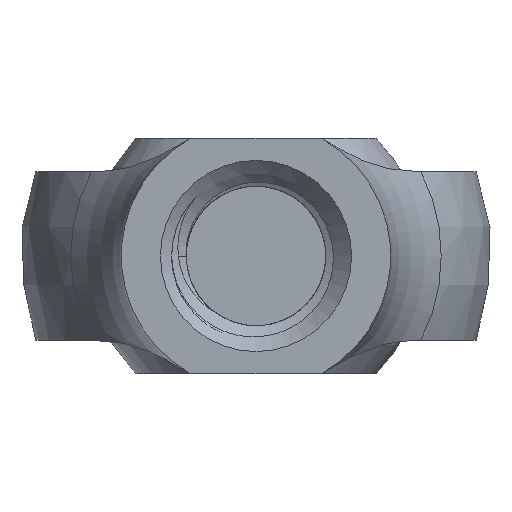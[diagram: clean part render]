
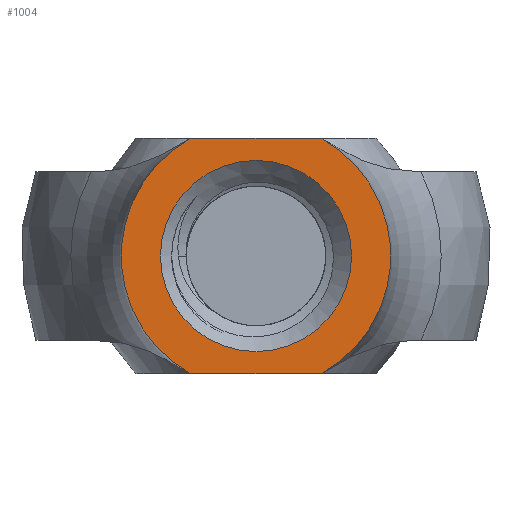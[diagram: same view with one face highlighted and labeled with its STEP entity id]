
A CAD part, front view. The second image highlights one B-rep face of the part: STEP entity #1004.
In plain terms, the highlighted planar face has unit normal (0, -1, 0).
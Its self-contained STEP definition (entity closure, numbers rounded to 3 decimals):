
#19=FACE_BOUND('',#136,.T.);
#22=PLANE('',#1105);
#78=FACE_OUTER_BOUND('',#135,.T.);
#135=EDGE_LOOP('',(#785,#786,#787,#788));
#136=EDGE_LOOP('',(#789));
#156=CIRCLE('',#1063,4.505);
#173=CIRCLE('',#1102,6.35);
#175=CIRCLE('',#1106,6.35);
#297=LINE('',#3920,#346);
#298=LINE('',#3923,#347);
#346=VECTOR('',#1289,1000.);
#347=VECTOR('',#1292,1000.);
#394=VERTEX_POINT('',#2547);
#447=VERTEX_POINT('',#3893);
#448=VERTEX_POINT('',#3894);
#451=VERTEX_POINT('',#3919);
#452=VERTEX_POINT('',#3921);
#511=EDGE_CURVE('',#394,#394,#156,.T.);
#585=EDGE_CURVE('',#447,#448,#173,.T.);
#591=EDGE_CURVE('',#447,#451,#297,.T.);
#592=EDGE_CURVE('',#452,#451,#175,.T.);
#593=EDGE_CURVE('',#452,#448,#298,.T.);
#785=ORIENTED_EDGE('',*,*,#591,.T.);
#786=ORIENTED_EDGE('',*,*,#592,.F.);
#787=ORIENTED_EDGE('',*,*,#593,.T.);
#788=ORIENTED_EDGE('',*,*,#585,.F.);
#789=ORIENTED_EDGE('',*,*,#511,.F.);
#1004=ADVANCED_FACE('',(#78,#19),#22,.F.);
#1063=AXIS2_PLACEMENT_3D('',#2549,#1185,#1186);
#1102=AXIS2_PLACEMENT_3D('',#3895,#1279,#1280);
#1105=AXIS2_PLACEMENT_3D('',#3918,#1287,#1288);
#1106=AXIS2_PLACEMENT_3D('',#3922,#1290,#1291);
#1185=DIRECTION('center_axis',(0.,-1.,0.));
#1186=DIRECTION('ref_axis',(1.,0.,0.));
#1279=DIRECTION('center_axis',(0.,1.,0.));
#1280=DIRECTION('ref_axis',(-1.,0.,0.));
#1287=DIRECTION('center_axis',(0.,1.,0.));
#1288=DIRECTION('ref_axis',(-1.,0.,0.));
#1289=DIRECTION('',(1.,0.,0.));
#1290=DIRECTION('center_axis',(0.,1.,0.));
#1291=DIRECTION('ref_axis',(-1.,0.,0.));
#1292=DIRECTION('',(-1.,0.,0.));
#2547=CARTESIAN_POINT('',(-47.334,27.536,28.918));
#2549=CARTESIAN_POINT('Origin',(-42.83,27.536,28.918));
#3893=CARTESIAN_POINT('',(-45.915,27.536,23.368));
#3894=CARTESIAN_POINT('',(-45.915,27.536,34.468));
#3895=CARTESIAN_POINT('Origin',(-42.83,27.536,28.918));
#3918=CARTESIAN_POINT('Origin',(-36.48,27.536,28.918));
#3919=CARTESIAN_POINT('',(-39.744,27.536,23.368));
#3920=CARTESIAN_POINT('',(-48.38,27.536,23.368));
#3921=CARTESIAN_POINT('',(-39.744,27.536,34.468));
#3922=CARTESIAN_POINT('Origin',(-42.83,27.536,28.918));
#3923=CARTESIAN_POINT('',(-48.38,27.536,34.468));
